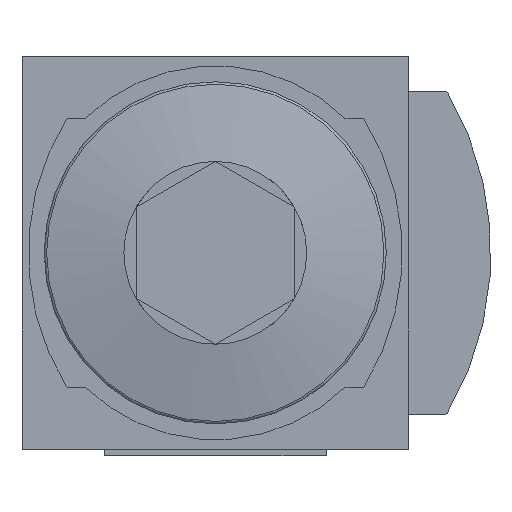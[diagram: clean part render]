
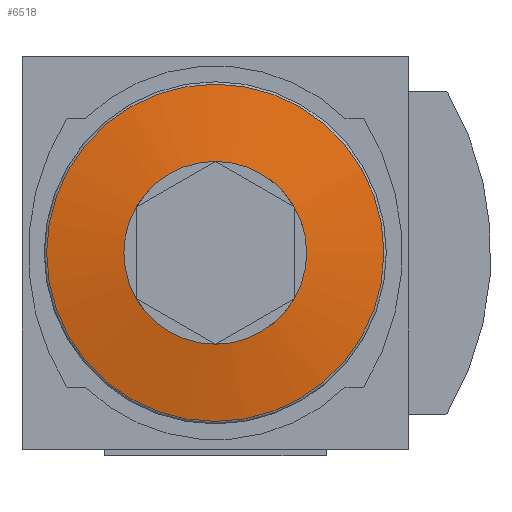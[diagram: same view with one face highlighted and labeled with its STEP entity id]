
A CAD part, front view. The second image highlights one B-rep face of the part: STEP entity #6518.
In plain terms, the highlighted toroidal (fillet/blend) face has major radius 2.923 mm and minor radius 240 mm.
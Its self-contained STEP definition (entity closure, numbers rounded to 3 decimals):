
#36=DEGENERATE_TOROIDAL_SURFACE('',#6925,2.923,240.,
 .F.);
#425=CIRCLE('',#6924,53.234);
#426=CIRCLE('',#6926,28.85);
#1317=ORIENTED_EDGE('',*,*,#2371,.T.);
#1318=ORIENTED_EDGE('',*,*,#2372,.F.);
#2371=EDGE_CURVE('',#2934,#2934,#425,.T.);
#2372=EDGE_CURVE('',#2935,#2935,#426,.T.);
#2934=VERTEX_POINT('',#9556);
#2935=VERTEX_POINT('',#9559);
#4059=EDGE_LOOP('',(#1317));
#4060=EDGE_LOOP('',(#1318));
#4346=FACE_BOUND('',#4059,.T.);
#4347=FACE_BOUND('',#4060,.T.);
#6518=ADVANCED_FACE('',(#4346,#4347),#36,.F.);
#6924=AXIS2_PLACEMENT_3D('',#9555,#7990,#7991);
#6925=AXIS2_PLACEMENT_3D('',#9557,#7992,#7993);
#6926=AXIS2_PLACEMENT_3D('',#9558,#7994,#7995);
#7990=DIRECTION('',(0.,-1.,0.));
#7991=DIRECTION('',(0.,0.,-1.));
#7992=DIRECTION('',(0.,-1.,0.));
#7993=DIRECTION('',(0.,0.,-1.));
#7994=DIRECTION('',(0.,-1.,0.));
#7995=DIRECTION('',(0.,0.,-1.));
#9555=CARTESIAN_POINT('',(0.,-355.186,0.));
#9556=CARTESIAN_POINT('',(0.,-355.186,-53.234));
#9557=CARTESIAN_POINT('',(0.,-121.848,0.));
#9558=CARTESIAN_POINT('',(0.,-359.736,0.));
#9559=CARTESIAN_POINT('',(0.,-359.736,-28.85));
